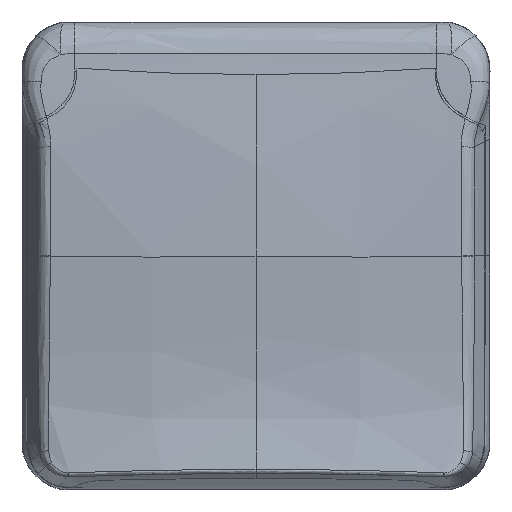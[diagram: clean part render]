
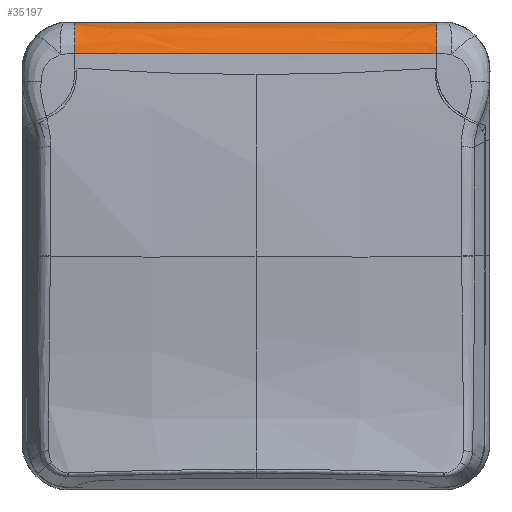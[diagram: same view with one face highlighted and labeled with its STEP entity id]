
A CAD part, top view. The second image highlights one B-rep face of the part: STEP entity #35197.
In plain terms, the highlighted free-form (B-spline) face has degree [5, 1] with [12, 2] control points.
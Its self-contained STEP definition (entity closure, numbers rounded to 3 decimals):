
#22241=CARTESIAN_POINT('Vertex',(-24.8,27.626,30.221)) ;
#22245=CARTESIAN_POINT('Control Point',(-7.982,27.626,30.221)) ;
#22246=CARTESIAN_POINT('Control Point',(-9.664,27.626,30.221)) ;
#22247=CARTESIAN_POINT('Control Point',(-11.345,27.626,30.221)) ;
#22248=CARTESIAN_POINT('Control Point',(-13.027,27.626,30.221)) ;
#22249=CARTESIAN_POINT('Control Point',(-15.55,27.626,30.221)) ;
#22250=CARTESIAN_POINT('Control Point',(-18.073,27.626,30.221)) ;
#22251=CARTESIAN_POINT('Control Point',(-18.914,27.626,30.221)) ;
#22252=CARTESIAN_POINT('Control Point',(-20.175,27.626,30.221)) ;
#22253=CARTESIAN_POINT('Control Point',(-21.436,27.626,30.221)) ;
#22254=CARTESIAN_POINT('Control Point',(-21.857,27.626,30.221)) ;
#22255=CARTESIAN_POINT('Control Point',(-22.698,27.626,30.221)) ;
#22256=CARTESIAN_POINT('Control Point',(-23.539,27.626,30.221)) ;
#22257=CARTESIAN_POINT('Control Point',(-23.959,27.626,30.218)) ;
#22258=CARTESIAN_POINT('Control Point',(-24.38,27.626,30.223)) ;
#22259=CARTESIAN_POINT('Control Point',(-24.8,27.626,30.221)) ;
#22260=CARTESIAN_POINT('Vertex',(-7.982,27.626,30.221)) ;
#22264=CARTESIAN_POINT('Control Point',(24.171,27.626,30.221)) ;
#22265=CARTESIAN_POINT('Control Point',(17.74,27.626,30.217)) ;
#22266=CARTESIAN_POINT('Control Point',(11.31,27.627,30.228)) ;
#22267=CARTESIAN_POINT('Control Point',(4.879,27.626,30.218)) ;
#22268=CARTESIAN_POINT('Control Point',(-1.551,27.626,30.221)) ;
#22269=CARTESIAN_POINT('Control Point',(-7.982,27.626,30.221)) ;
#22270=CARTESIAN_POINT('Vertex',(24.171,27.626,30.221)) ;
#22274=CARTESIAN_POINT('Control Point',(24.7,27.626,30.221)) ;
#22275=CARTESIAN_POINT('Control Point',(24.524,27.626,30.222)) ;
#22276=CARTESIAN_POINT('Control Point',(24.347,27.626,30.221)) ;
#22277=CARTESIAN_POINT('Control Point',(24.171,27.626,30.221)) ;
#22278=CARTESIAN_POINT('Vertex',(24.7,27.626,30.221)) ;
#26185=CARTESIAN_POINT('Vertex',(-24.768,31.929,26.132)) ;
#26189=CARTESIAN_POINT('Control Point',(-24.768,31.929,26.132)) ;
#26190=CARTESIAN_POINT('Control Point',(-24.772,31.857,26.623)) ;
#26191=CARTESIAN_POINT('Control Point',(-24.776,31.722,27.104)) ;
#26192=CARTESIAN_POINT('Control Point',(-24.78,31.527,27.555)) ;
#26193=CARTESIAN_POINT('Control Point',(-24.786,31.083,28.313)) ;
#26194=CARTESIAN_POINT('Control Point',(-24.791,30.518,28.92)) ;
#26195=CARTESIAN_POINT('Control Point',(-24.793,30.239,29.166)) ;
#26196=CARTESIAN_POINT('Control Point',(-24.797,29.573,29.651)) ;
#26197=CARTESIAN_POINT('Control Point',(-24.799,28.857,29.97)) ;
#26198=CARTESIAN_POINT('Control Point',(-24.8,28.449,30.1)) ;
#26199=CARTESIAN_POINT('Control Point',(-24.8,28.038,30.183)) ;
#26200=CARTESIAN_POINT('Control Point',(-24.8,27.626,30.221)) ;
#30324=CARTESIAN_POINT('Vertex',(24.7,31.929,26.132)) ;
#33077=CARTESIAN_POINT('Control Point',(24.7,27.626,30.221)) ;
#33078=CARTESIAN_POINT('Control Point',(24.7,28.9,30.102)) ;
#33079=CARTESIAN_POINT('Control Point',(24.7,30.135,29.557)) ;
#33080=CARTESIAN_POINT('Control Point',(24.701,31.137,28.604)) ;
#33081=CARTESIAN_POINT('Control Point',(24.701,31.745,27.398)) ;
#33082=CARTESIAN_POINT('Control Point',(24.7,31.929,26.132)) ;
#33115=CARTESIAN_POINT('Control Point',(-24.768,31.929,26.132)) ;
#33116=CARTESIAN_POINT('Control Point',(24.7,31.929,26.132)) ;
#35165=CARTESIAN_POINT('Control Point',(24.7,27.626,30.221)) ;
#35166=CARTESIAN_POINT('Control Point',(-24.8,27.626,30.221)) ;
#35167=CARTESIAN_POINT('Control Point',(24.7,28.414,30.148)) ;
#35168=CARTESIAN_POINT('Control Point',(-24.8,28.414,30.148)) ;
#35169=CARTESIAN_POINT('Control Point',(24.7,29.187,29.911)) ;
#35170=CARTESIAN_POINT('Control Point',(-24.799,29.187,29.911)) ;
#35171=CARTESIAN_POINT('Control Point',(24.7,29.899,29.516)) ;
#35172=CARTESIAN_POINT('Control Point',(-24.796,29.899,29.516)) ;
#35173=CARTESIAN_POINT('Control Point',(24.701,30.773,28.758)) ;
#35174=CARTESIAN_POINT('Control Point',(-24.79,30.773,28.758)) ;
#35175=CARTESIAN_POINT('Control Point',(24.7,31.381,27.797)) ;
#35176=CARTESIAN_POINT('Control Point',(-24.782,31.381,27.797)) ;
#35177=CARTESIAN_POINT('Control Point',(24.7,31.538,27.492)) ;
#35178=CARTESIAN_POINT('Control Point',(-24.78,31.538,27.492)) ;
#35179=CARTESIAN_POINT('Control Point',(24.7,31.723,27.038)) ;
#35180=CARTESIAN_POINT('Control Point',(-24.776,31.723,27.038)) ;
#35181=CARTESIAN_POINT('Control Point',(24.7,31.848,26.566)) ;
#35182=CARTESIAN_POINT('Control Point',(-24.772,31.848,26.566)) ;
#35183=CARTESIAN_POINT('Control Point',(24.7,31.881,26.422)) ;
#35184=CARTESIAN_POINT('Control Point',(-24.771,31.881,26.421)) ;
#35185=CARTESIAN_POINT('Control Point',(24.7,31.907,26.277)) ;
#35186=CARTESIAN_POINT('Control Point',(-24.769,31.907,26.277)) ;
#35187=CARTESIAN_POINT('Control Point',(24.7,31.929,26.132)) ;
#35188=CARTESIAN_POINT('Control Point',(-24.768,31.929,26.132)) ;
#35190=ORIENTED_EDGE('',*,*,#33083,.F.) ;
#35191=ORIENTED_EDGE('',*,*,#22280,.T.) ;
#35192=ORIENTED_EDGE('',*,*,#22272,.T.) ;
#35193=ORIENTED_EDGE('',*,*,#22262,.T.) ;
#35194=ORIENTED_EDGE('',*,*,#26201,.F.) ;
#35195=ORIENTED_EDGE('',*,*,#33117,.F.) ;
#35197=ADVANCED_FACE('Surface.766',(#35196),#35164,.F.) ;
#22244=B_SPLINE_CURVE_WITH_KNOTS('',5,(#22245,#22246,#22247,#22248,#22249,#22250,#22251,#22252,#22253,#22254,#22255,#22256,#22257,#22258,#22259),.UNSPECIFIED.,.F.,.U.,(6,3,3,3,6),(7.932,16.341,20.545,22.648,24.75),.UNSPECIFIED.) ;
#22263=B_SPLINE_CURVE_WITH_KNOTS('',5,(#22264,#22265,#22266,#22267,#22268,#22269),.UNSPECIFIED.,.F.,.U.,(6,6),(-24.221,7.932),.UNSPECIFIED.) ;
#22273=B_SPLINE_CURVE_WITH_KNOTS('',3,(#22274,#22275,#22276,#22277),.UNSPECIFIED.,.F.,.U.,(4,4),(-24.75,-24.221),.UNSPECIFIED.) ;
#26188=B_SPLINE_CURVE_WITH_KNOTS('',5,(#26189,#26190,#26191,#26192,#26193,#26194,#26195,#26196,#26197,#26198,#26199,#26200),.UNSPECIFIED.,.F.,.U.,(6,3,3,6),(0.,2.961,5.489,8.713),.UNSPECIFIED.) ;
#33076=B_SPLINE_CURVE_WITH_KNOTS('',5,(#33077,#33078,#33079,#33080,#33081,#33082),.UNSPECIFIED.,.F.,.U.,(6,6),(0.,7.652),.UNSPECIFIED.) ;
#33114=B_SPLINE_CURVE_WITH_KNOTS('',1,(#33115,#33116),.UNSPECIFIED.,.F.,.U.,(2,2),(0.,49.453),.UNSPECIFIED.) ;
#35164=B_SPLINE_SURFACE_WITH_KNOTS('',5,1,((#35165,#35166),(#35167,#35168),(#35169,#35170),(#35171,#35172),(#35173,#35174),(#35175,#35176),(#35177,#35178),(#35179,#35180),(#35181,#35182),(#35183,#35184),(#35185,#35186),(#35187,#35188)),.UNSPECIFIED.,.F.,.F.,.U.,(6,3,3,6),(2,2),(0.,3.958,5.664,6.398),(0.,49.487),.UNSPECIFIED.) ;
#22262=EDGE_CURVE('',#22261,#22242,#22244,.T.) ;
#22272=EDGE_CURVE('',#22271,#22261,#22263,.T.) ;
#22280=EDGE_CURVE('',#22279,#22271,#22273,.T.) ;
#26201=EDGE_CURVE('',#26186,#22242,#26188,.T.) ;
#33083=EDGE_CURVE('',#22279,#30325,#33076,.T.) ;
#33117=EDGE_CURVE('',#30325,#26186,#33114,.F.) ;
#35189=EDGE_LOOP('',(#35190,#35191,#35192,#35193,#35194,#35195)) ;
#35196=FACE_OUTER_BOUND('',#35189,.T.) ;
#22242=VERTEX_POINT('',#22241) ;
#22261=VERTEX_POINT('',#22260) ;
#22271=VERTEX_POINT('',#22270) ;
#22279=VERTEX_POINT('',#22278) ;
#26186=VERTEX_POINT('',#26185) ;
#30325=VERTEX_POINT('',#30324) ;
